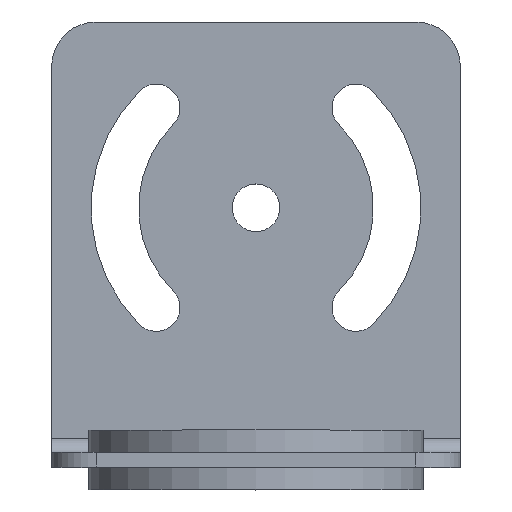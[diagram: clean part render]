
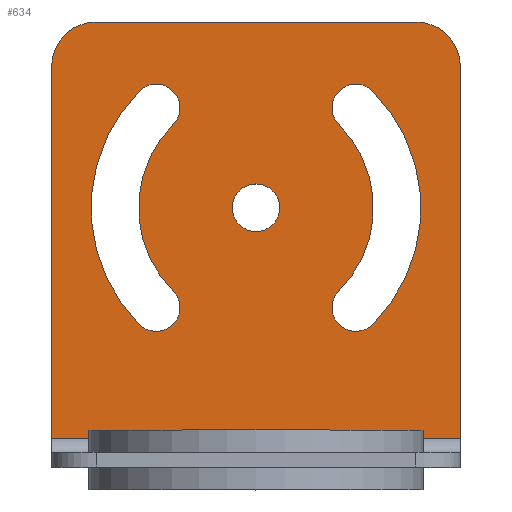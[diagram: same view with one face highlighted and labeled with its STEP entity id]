
A CAD part, top view. The second image highlights one B-rep face of the part: STEP entity #634.
In plain terms, the highlighted planar face has unit normal (0, 0, 1).
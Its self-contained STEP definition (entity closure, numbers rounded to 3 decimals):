
#60=CIRCLE('',#735,3.2);
#61=CIRCLE('',#736,3.2);
#62=CIRCLE('',#737,22.2);
#63=CIRCLE('',#738,3.2);
#64=CIRCLE('',#739,15.8);
#65=CIRCLE('',#740,3.2);
#66=CIRCLE('',#741,22.2);
#67=CIRCLE('',#742,3.2);
#68=CIRCLE('',#743,15.8);
#69=CIRCLE('',#744,6.);
#70=CIRCLE('',#745,6.);
#168=ORIENTED_EDGE('',*,*,#312,.T.);
#169=ORIENTED_EDGE('',*,*,#313,.T.);
#170=ORIENTED_EDGE('',*,*,#314,.T.);
#171=ORIENTED_EDGE('',*,*,#315,.T.);
#172=ORIENTED_EDGE('',*,*,#316,.T.);
#173=ORIENTED_EDGE('',*,*,#317,.T.);
#174=ORIENTED_EDGE('',*,*,#318,.T.);
#175=ORIENTED_EDGE('',*,*,#319,.T.);
#176=ORIENTED_EDGE('',*,*,#320,.T.);
#177=ORIENTED_EDGE('',*,*,#297,.T.);
#178=ORIENTED_EDGE('',*,*,#321,.T.);
#179=ORIENTED_EDGE('',*,*,#322,.T.);
#180=ORIENTED_EDGE('',*,*,#294,.F.);
#181=ORIENTED_EDGE('',*,*,#323,.T.);
#182=ORIENTED_EDGE('',*,*,#324,.T.);
#294=EDGE_CURVE('',#362,#364,#422,.T.);
#297=EDGE_CURVE('',#369,#368,#425,.T.);
#312=EDGE_CURVE('',#381,#381,#60,.T.);
#313=EDGE_CURVE('',#382,#383,#61,.T.);
#314=EDGE_CURVE('',#383,#384,#62,.T.);
#315=EDGE_CURVE('',#384,#385,#63,.T.);
#316=EDGE_CURVE('',#385,#382,#64,.T.);
#317=EDGE_CURVE('',#386,#387,#65,.T.);
#318=EDGE_CURVE('',#387,#388,#66,.T.);
#319=EDGE_CURVE('',#388,#389,#67,.T.);
#320=EDGE_CURVE('',#389,#386,#68,.T.);
#321=EDGE_CURVE('',#368,#390,#69,.T.);
#322=EDGE_CURVE('',#390,#364,#429,.T.);
#323=EDGE_CURVE('',#362,#391,#430,.T.);
#324=EDGE_CURVE('',#391,#369,#70,.T.);
#362=VERTEX_POINT('',#1049);
#364=VERTEX_POINT('',#1055);
#368=VERTEX_POINT('',#1068);
#369=VERTEX_POINT('',#1070);
#381=VERTEX_POINT('',#1099);
#382=VERTEX_POINT('',#1101);
#383=VERTEX_POINT('',#1102);
#384=VERTEX_POINT('',#1104);
#385=VERTEX_POINT('',#1106);
#386=VERTEX_POINT('',#1109);
#387=VERTEX_POINT('',#1110);
#388=VERTEX_POINT('',#1112);
#389=VERTEX_POINT('',#1114);
#390=VERTEX_POINT('',#1117);
#391=VERTEX_POINT('',#1120);
#422=LINE('',#1062,#458);
#425=LINE('',#1069,#461);
#429=LINE('',#1118,#465);
#430=LINE('',#1119,#466);
#458=VECTOR('',#849,1000.);
#461=VECTOR('',#854,1000.);
#465=VECTOR('',#904,1000.);
#466=VECTOR('',#905,1000.);
#495=EDGE_LOOP('',(#168));
#496=EDGE_LOOP('',(#169,#170,#171,#172));
#497=EDGE_LOOP('',(#173,#174,#175,#176));
#498=EDGE_LOOP('',(#177,#178,#179,#180,#181,#182));
#559=FACE_BOUND('',#495,.T.);
#560=FACE_BOUND('',#496,.T.);
#561=FACE_BOUND('',#497,.T.);
#562=FACE_BOUND('',#498,.T.);
#614=PLANE('',#734);
#634=ADVANCED_FACE('',(#559,#560,#561,#562),#614,.T.);
#734=AXIS2_PLACEMENT_3D('',#1097,#882,#883);
#735=AXIS2_PLACEMENT_3D('',#1098,#884,#885);
#736=AXIS2_PLACEMENT_3D('',#1100,#886,#887);
#737=AXIS2_PLACEMENT_3D('',#1103,#888,#889);
#738=AXIS2_PLACEMENT_3D('',#1105,#890,#891);
#739=AXIS2_PLACEMENT_3D('',#1107,#892,#893);
#740=AXIS2_PLACEMENT_3D('',#1108,#894,#895);
#741=AXIS2_PLACEMENT_3D('',#1111,#896,#897);
#742=AXIS2_PLACEMENT_3D('',#1113,#898,#899);
#743=AXIS2_PLACEMENT_3D('',#1115,#900,#901);
#744=AXIS2_PLACEMENT_3D('',#1116,#902,#903);
#745=AXIS2_PLACEMENT_3D('',#1121,#906,#907);
#849=DIRECTION('',(-1.,0.,0.));
#854=DIRECTION('',(-1.,0.,0.));
#882=DIRECTION('',(0.,0.,1.));
#883=DIRECTION('',(1.,0.,0.));
#884=DIRECTION('',(0.,0.,-1.));
#885=DIRECTION('',(-1.,0.,0.));
#886=DIRECTION('',(0.,0.,-1.));
#887=DIRECTION('',(-1.,0.,0.));
#888=DIRECTION('',(0.,0.,-1.));
#889=DIRECTION('',(1.,0.,0.));
#890=DIRECTION('',(0.,0.,-1.));
#891=DIRECTION('',(-1.,0.,0.));
#892=DIRECTION('',(0.,0.,1.));
#893=DIRECTION('',(1.,0.,0.));
#894=DIRECTION('',(0.,0.,-1.));
#895=DIRECTION('',(1.,0.,0.));
#896=DIRECTION('',(0.,0.,-1.));
#897=DIRECTION('',(-1.,0.,0.));
#898=DIRECTION('',(0.,0.,-1.));
#899=DIRECTION('',(1.,0.,0.));
#900=DIRECTION('',(0.,0.,1.));
#901=DIRECTION('',(-1.,0.,0.));
#902=DIRECTION('',(0.,0.,1.));
#903=DIRECTION('',(1.,0.,0.));
#904=DIRECTION('',(0.,-1.,0.));
#905=DIRECTION('',(0.,1.,0.));
#906=DIRECTION('',(0.,0.,1.));
#907=DIRECTION('',(1.,0.,0.));
#1049=CARTESIAN_POINT('',(27.5,4.,2.));
#1055=CARTESIAN_POINT('',(-27.5,4.,2.));
#1062=CARTESIAN_POINT('',(25.,4.,2.));
#1068=CARTESIAN_POINT('',(-21.5,60.,2.));
#1069=CARTESIAN_POINT('',(25.,60.,2.));
#1070=CARTESIAN_POINT('',(21.5,60.,2.));
#1097=CARTESIAN_POINT('',(0.,0.,2.));
#1098=CARTESIAN_POINT('',(0.,35.,2.));
#1099=CARTESIAN_POINT('',(-3.2,35.,2.));
#1100=CARTESIAN_POINT('',(-13.435,21.565,2.));
#1101=CARTESIAN_POINT('',(-11.172,23.828,2.));
#1102=CARTESIAN_POINT('',(-15.698,19.302,2.));
#1103=CARTESIAN_POINT('',(0.,35.,2.));
#1104=CARTESIAN_POINT('',(-15.698,50.698,2.));
#1105=CARTESIAN_POINT('',(-13.435,48.435,2.));
#1106=CARTESIAN_POINT('',(-11.172,46.172,2.));
#1107=CARTESIAN_POINT('',(0.,35.,2.));
#1108=CARTESIAN_POINT('',(13.435,48.435,2.));
#1109=CARTESIAN_POINT('',(11.172,46.172,2.));
#1110=CARTESIAN_POINT('',(15.698,50.698,2.));
#1111=CARTESIAN_POINT('',(0.,35.,2.));
#1112=CARTESIAN_POINT('',(15.698,19.302,2.));
#1113=CARTESIAN_POINT('',(13.435,21.565,2.));
#1114=CARTESIAN_POINT('',(11.172,23.828,2.));
#1115=CARTESIAN_POINT('',(0.,35.,2.));
#1116=CARTESIAN_POINT('',(-21.5,54.,2.));
#1117=CARTESIAN_POINT('',(-27.5,54.,2.));
#1118=CARTESIAN_POINT('',(-27.5,60.,2.));
#1119=CARTESIAN_POINT('',(27.5,0.,2.));
#1120=CARTESIAN_POINT('',(27.5,54.,2.));
#1121=CARTESIAN_POINT('',(21.5,54.,2.));
